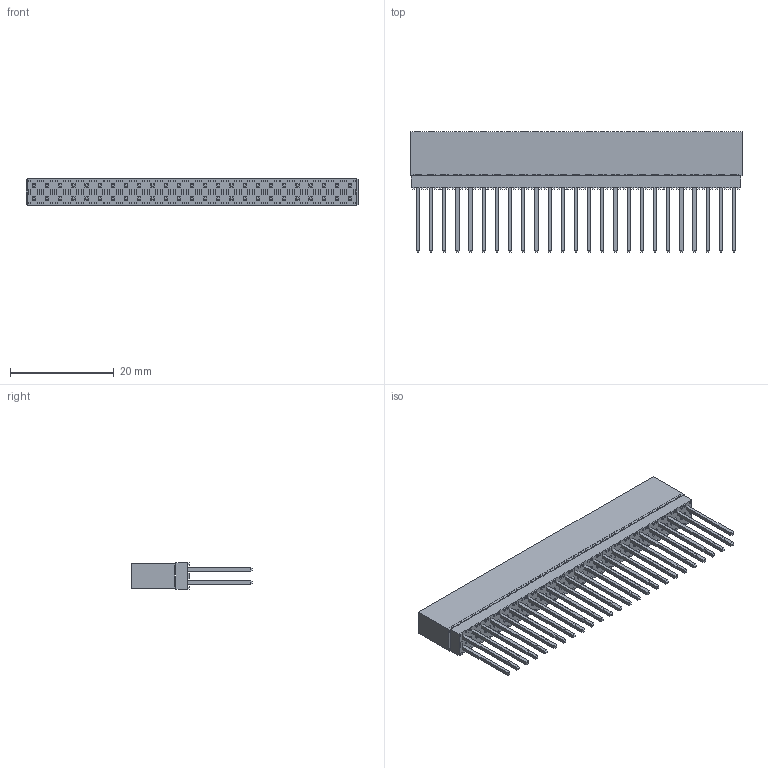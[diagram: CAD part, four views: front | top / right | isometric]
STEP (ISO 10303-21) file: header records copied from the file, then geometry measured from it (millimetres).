
FILE_DESCRIPTION(/* description */ ('STEP AP214'),/* implementation_level */ '2;1');
FILE_NAME(/* name */ 'ESQ-125-14-G-D',/* time_stamp */ '2024-08-23T20:25:04+02:00',/* author */ ('License CC BY-ND 4.0'),/* organization */ ('CADENAS'),/* preprocessor_version */ 'ST-DEVELOPER v19.3',/* originating_system */ 'PARTsolutions',/* authorisation */ ' ');
FILE_SCHEMA (('AUTOMOTIVE_DESIGN {1 0 10303 214 3 1 1}'));
Length unit declared in the file: inch
Products named in the file (5): ESQ-125-14-G-D; ESQ-125-14-G-D_socket; ESQ-125-14-G-D_pins; ESQ-125-14-G-D2_pins; ESQ-125-14-G-D-LL_bpins
Assembly tree (4 placements, depth 2):
  ESQ-125-14-G-D
    ESQ-125-14-G-D_socket
    ESQ-125-14-G-D_pins
    ESQ-125-14-G-D2_pins
    ESQ-125-14-G-D-LL_bpins
Bounding box: 64.01 x 23.24 x 5.08 mm (x, y, z)
Volume: 3531 mm3; surface area: 7530.8 mm2
Topology: 4 solids, 4 shells, 2128 faces, 5560 edges, 3640 vertices
Faces by surface type: plane 2078, cylinder 50
Entity records: 63874 total; most frequent: CARTESIAN_POINT 11333, ORIENTED_EDGE 11120, DIRECTION 9926, EDGE_CURVE 5560, LINE 5460, VECTOR 5460, VERTEX_POINT 3640, EDGE_LOOP 2328
